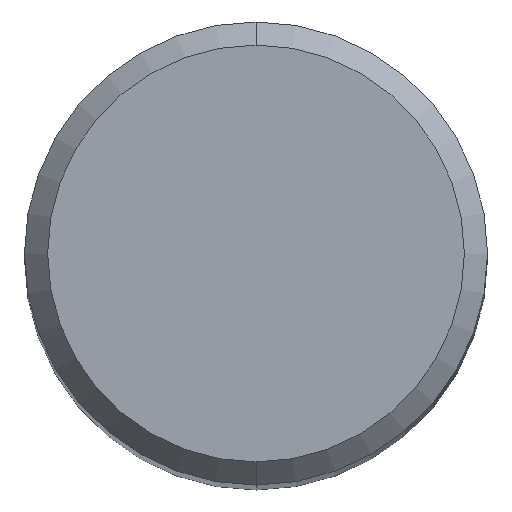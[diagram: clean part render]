
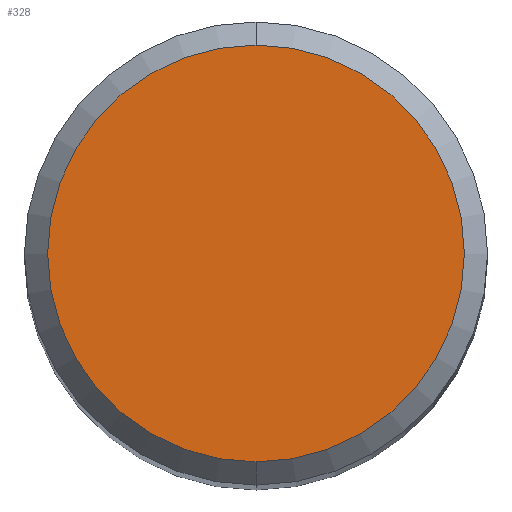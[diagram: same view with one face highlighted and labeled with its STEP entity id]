
A CAD part, top view. The second image highlights one B-rep face of the part: STEP entity #328.
In plain terms, the highlighted planar face has unit normal (0, 0, 1).
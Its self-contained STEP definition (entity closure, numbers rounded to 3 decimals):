
#202=EDGE_CURVE('',#228,#262,#507,.T.);
#228=VERTEX_POINT('',#535);
#262=VERTEX_POINT('',#572);
#328=ADVANCED_FACE('',(#644),#645,.T.);
#380=EDGE_CURVE('',#262,#228,#700,.T.);
#507=CIRCLE('',#864,4.5);
#535=CARTESIAN_POINT('',(0.,-4.5,0.0));
#572=CARTESIAN_POINT('',(0.0,4.5,0.0));
#644=FACE_OUTER_BOUND('',#1144,.T.);
#645=PLANE('',#1145);
#700=CIRCLE('',#1271,4.5);
#864=AXIS2_PLACEMENT_3D('',#1495,#1496,#1497);
#1144=EDGE_LOOP('',(#1628,#1629));
#1145=AXIS2_PLACEMENT_3D('',#1630,#1631,#1632);
#1271=AXIS2_PLACEMENT_3D('',#1676,#1677,#1678);
#1495=CARTESIAN_POINT('',(0.0,0.0,0.0));
#1496=DIRECTION('',(0.0,0.0,-1.0));
#1497=DIRECTION('',(0.0,1.0,0.0));
#1628=ORIENTED_EDGE('',*,*,#380,.F.);
#1629=ORIENTED_EDGE('',*,*,#202,.F.);
#1630=CARTESIAN_POINT('',(0.0,2.25,0.0));
#1631=DIRECTION('',(-0.0,0.0,1.0));
#1632=DIRECTION('',(0.0,-1.0,0.0));
#1676=CARTESIAN_POINT('',(0.0,0.0,0.0));
#1677=DIRECTION('',(0.0,0.0,-1.0));
#1678=DIRECTION('',(0.0,1.0,0.0));
